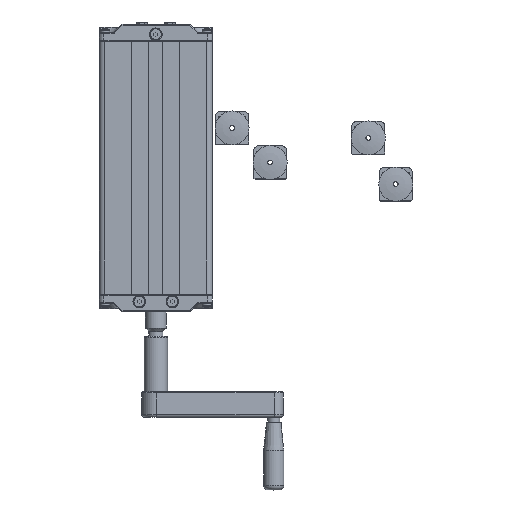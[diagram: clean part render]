
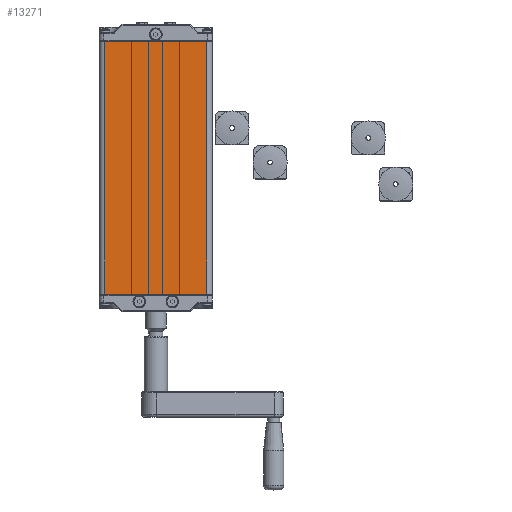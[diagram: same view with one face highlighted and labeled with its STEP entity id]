
A CAD part, top view. The second image highlights one B-rep face of the part: STEP entity #13271.
In plain terms, the highlighted planar face has unit normal (0, 0, 1).
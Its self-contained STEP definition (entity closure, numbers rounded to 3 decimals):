
#880=PLANE('',#14636);
#1183=FACE_OUTER_BOUND('',#2052,.T.);
#2052=EDGE_LOOP('',(#9080,#9081,#9082,#9083));
#3042=LINE('',#21030,#4024);
#3043=LINE('',#21032,#4025);
#3044=LINE('',#21034,#4026);
#3045=LINE('',#21035,#4027);
#4024=VECTOR('',#16484,267.5);
#4025=VECTOR('',#16485,108.);
#4026=VECTOR('',#16486,267.5);
#4027=VECTOR('',#16487,108.);
#5880=VERTEX_POINT('',#21028);
#5881=VERTEX_POINT('',#21029);
#5882=VERTEX_POINT('',#21031);
#5883=VERTEX_POINT('',#21033);
#7070=EDGE_CURVE('',#5880,#5881,#3042,.F.);
#7071=EDGE_CURVE('',#5881,#5882,#3043,.T.);
#7072=EDGE_CURVE('',#5882,#5883,#3044,.T.);
#7073=EDGE_CURVE('',#5883,#5880,#3045,.F.);
#9080=ORIENTED_EDGE('',*,*,#7070,.T.);
#9081=ORIENTED_EDGE('',*,*,#7071,.T.);
#9082=ORIENTED_EDGE('',*,*,#7072,.T.);
#9083=ORIENTED_EDGE('',*,*,#7073,.T.);
#13271=ADVANCED_FACE('',(#1183),#880,.T.);
#14636=AXIS2_PLACEMENT_3D('',#21027,#16482,#16483);
#16482=DIRECTION('center_axis',(0.,0.,1.));
#16483=DIRECTION('ref_axis',(1.,0.,0.));
#16484=DIRECTION('',(0.,-1.,0.));
#16485=DIRECTION('',(-1.,0.,0.));
#16486=DIRECTION('',(0.,-1.,0.));
#16487=DIRECTION('',(-1.,0.,0.));
#21027=CARTESIAN_POINT('Origin',(60.,268.5,30.));
#21028=CARTESIAN_POINT('',(54.,0.5,30.));
#21029=CARTESIAN_POINT('',(54.,268.,30.));
#21030=CARTESIAN_POINT('',(54.,268.,30.));
#21031=CARTESIAN_POINT('',(-54.,268.,30.));
#21032=CARTESIAN_POINT('',(54.,268.,30.));
#21033=CARTESIAN_POINT('',(-54.,0.5,30.));
#21034=CARTESIAN_POINT('',(-54.,268.,30.));
#21035=CARTESIAN_POINT('',(54.,0.5,30.));
